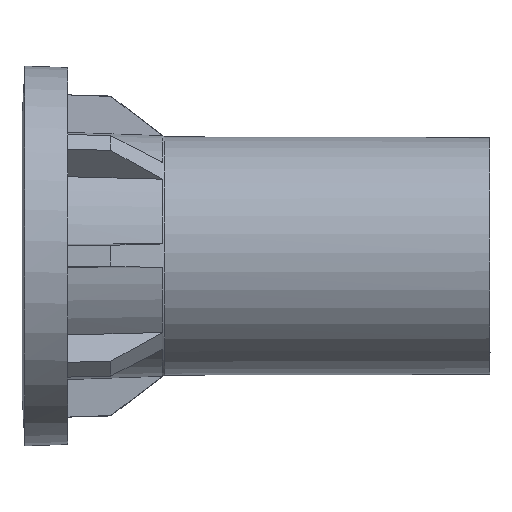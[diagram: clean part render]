
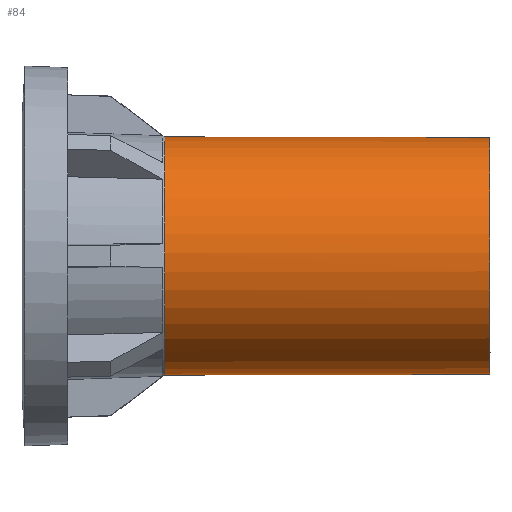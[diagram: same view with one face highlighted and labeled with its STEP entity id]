
A CAD part, top view. The second image highlights one B-rep face of the part: STEP entity #84.
In plain terms, the highlighted free-form (B-spline) face has degree [8, 1] with [9, 2] control points.
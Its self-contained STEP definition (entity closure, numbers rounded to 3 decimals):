
#84=ADVANCED_FACE('',(#203),#204,.T.);
#203=FACE_OUTER_BOUND('',#440,.T.);
#204=B_SPLINE_SURFACE_WITH_KNOTS('',8,1,((#441,#442),(#443,#444),(#445,#446),(#447,#448),(#449,#450),(#451,#452),(#453,#454),(#455,#456),(#457,#458)),.UNSPECIFIED.,.F.,.F.,.F.,(9,9),(2,2),(-6.284,-3.141),(10979.981,11034.883),.UNSPECIFIED.);
#440=EDGE_LOOP('',(#991,#992,#993,#994));
#441=CARTESIAN_POINT('',(0.001,-20.,-0.02));
#442=CARTESIAN_POINT('',(-54.901,-20.1,-0.02));
#443=CARTESIAN_POINT('',(0.001,-20.008,7.839));
#444=CARTESIAN_POINT('',(-54.901,-20.108,7.878));
#445=CARTESIAN_POINT('',(0.001,-16.487,15.701));
#446=CARTESIAN_POINT('',(-54.901,-16.569,15.78));
#447=CARTESIAN_POINT('',(0.001,-9.438,21.718));
#448=CARTESIAN_POINT('',(-54.901,-9.485,21.827));
#449=CARTESIAN_POINT('',(0.001,0.002,24.042));
#450=CARTESIAN_POINT('',(-54.901,0.002,24.162));
#451=CARTESIAN_POINT('',(0.001,9.435,21.718));
#452=CARTESIAN_POINT('',(-54.901,9.483,21.827));
#453=CARTESIAN_POINT('',(0.001,16.487,15.701));
#454=CARTESIAN_POINT('',(-54.901,16.569,15.78));
#455=CARTESIAN_POINT('',(0.001,20.008,7.839));
#456=CARTESIAN_POINT('',(-54.901,20.108,7.878));
#457=CARTESIAN_POINT('',(0.001,20.,-0.02));
#458=CARTESIAN_POINT('',(-54.901,20.1,-0.02));
#991=ORIENTED_EDGE('',*,*,#1332,.T.);
#992=ORIENTED_EDGE('',*,*,#1323,.T.);
#993=ORIENTED_EDGE('',*,*,#1334,.T.);
#994=ORIENTED_EDGE('',*,*,#1336,.F.);
#1323=EDGE_CURVE('',#1501,#1502,#1503,.T.);
#1332=EDGE_CURVE('',#1514,#1501,#1515,.T.);
#1334=EDGE_CURVE('',#1502,#1516,#1518,.T.);
#1336=EDGE_CURVE('',#1514,#1516,#1520,.T.);
#1501=VERTEX_POINT('',#1791);
#1502=VERTEX_POINT('',#1792);
#1503=B_SPLINE_CURVE_WITH_KNOTS('',8,(#1793,#1794,#1795,#1796,#1797,#1798,#1799,#1800,#1801),.UNSPECIFIED.,.F.,.F.,(9,9),(0.,0.063),.UNSPECIFIED.);
#1514=VERTEX_POINT('',#1838);
#1515=LINE('',#1839,#1840);
#1516=VERTEX_POINT('',#1841);
#1518=LINE('',#1851,#1852);
#1520=B_SPLINE_CURVE_WITH_KNOTS('',8,(#1854,#1855,#1856,#1857,#1858,#1859,#1860,#1861,#1862),.UNSPECIFIED.,.F.,.F.,(9,9),(-6.283,-3.142),.UNSPECIFIED.);
#1791=CARTESIAN_POINT('',(0.,-20.,0.));
#1792=CARTESIAN_POINT('',(0.,20.,0.));
#1793=CARTESIAN_POINT('',(0.,-20.,0.));
#1794=CARTESIAN_POINT('',(0.,-20.,7.854));
#1795=CARTESIAN_POINT('',(0.,-16.476,15.708));
#1796=CARTESIAN_POINT('',(0.,-9.43,21.716));
#1797=CARTESIAN_POINT('',(0.,0.002,24.036));
#1798=CARTESIAN_POINT('',(0.,9.427,21.716));
#1799=CARTESIAN_POINT('',(0.,16.475,15.708));
#1800=CARTESIAN_POINT('',(0.,20.,7.854));
#1801=CARTESIAN_POINT('',(0.,20.,0.));
#1838=CARTESIAN_POINT('',(-54.9,-20.1,0.));
#1839=CARTESIAN_POINT('',(-27.45,-20.05,0.));
#1840=VECTOR('',#2784,1000.0);
#1841=CARTESIAN_POINT('',(-54.9,20.1,0.));
#1851=CARTESIAN_POINT('',(-27.45,20.05,0.));
#1852=VECTOR('',#2785,1000.0);
#1854=CARTESIAN_POINT('',(-54.9,-20.1,0.));
#1855=CARTESIAN_POINT('',(-54.9,-20.1,7.893));
#1856=CARTESIAN_POINT('',(-54.9,-16.558,15.786));
#1857=CARTESIAN_POINT('',(-54.9,-9.477,21.825));
#1858=CARTESIAN_POINT('',(-54.9,0.002,24.156));
#1859=CARTESIAN_POINT('',(-54.9,9.474,21.825));
#1860=CARTESIAN_POINT('',(-54.9,16.558,15.786));
#1861=CARTESIAN_POINT('',(-54.9,20.1,7.893));
#1862=CARTESIAN_POINT('',(-54.9,20.1,0.));
#2784=DIRECTION('',(1.,0.002,0.));
#2785=DIRECTION('',(-1.,0.002,0.));
